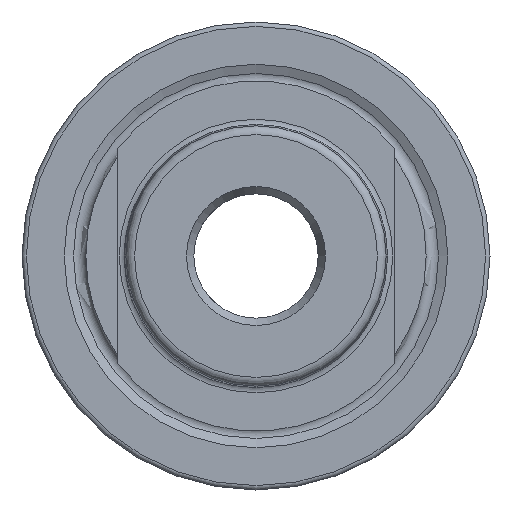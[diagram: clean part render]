
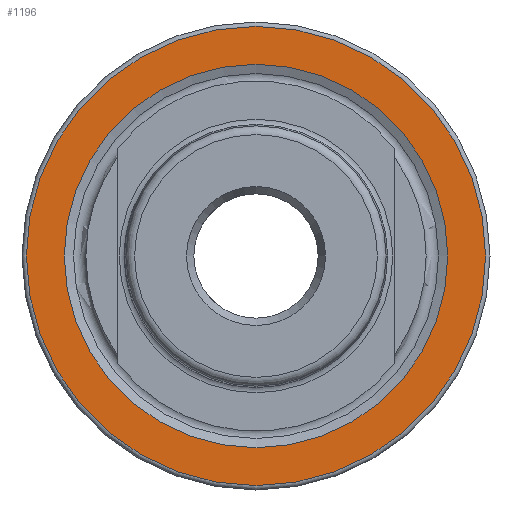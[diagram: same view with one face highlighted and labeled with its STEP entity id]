
A CAD part, left-side view. The second image highlights one B-rep face of the part: STEP entity #1196.
In plain terms, the highlighted planar face has unit normal (-1, 0, 0).
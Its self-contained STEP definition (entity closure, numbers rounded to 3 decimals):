
#74 = AXIS2_PLACEMENT_3D ( 'NONE', #1557, #2392, #918 ) ;
#108 = EDGE_LOOP ( 'NONE', ( #2263 ) ) ;
#185 = EDGE_LOOP ( 'NONE', ( #2192 ) ) ;
#395 = AXIS2_PLACEMENT_3D ( 'NONE', #990, #2483, #1824 ) ;
#564 = CIRCLE ( 'NONE', #74, 13.109 ) ;
#918 = DIRECTION ( 'NONE',  ( 0., 0., 1. ) ) ;
#978 = EDGE_CURVE ( 'NONE', #1309, #1309, #1125, .T. ) ;
#990 = CARTESIAN_POINT ( 'NONE',  ( 18., 0., 13.109 ) ) ;
#1125 = CIRCLE ( 'NONE', #2106, 15.7 ) ;
#1129 = FACE_BOUND ( 'NONE', #108, .T. ) ;
#1196 = ADVANCED_FACE ( 'NONE', ( #1129, #2687 ), #1638, .F. ) ;
#1309 = VERTEX_POINT ( 'NONE', #2327 ) ;
#1557 = CARTESIAN_POINT ( 'NONE',  ( 18., 0., 0. ) ) ;
#1638 = PLANE ( 'NONE',  #395 ) ;
#1736 = EDGE_CURVE ( 'NONE', #2205, #2205, #564, .T. ) ;
#1824 = DIRECTION ( 'NONE',  ( 0., 0., -1. ) ) ;
#1919 = CARTESIAN_POINT ( 'NONE',  ( 18., 0., 13.109 ) ) ;
#2087 = DIRECTION ( 'NONE',  ( 0., 0., 1. ) ) ;
#2106 = AXIS2_PLACEMENT_3D ( 'NONE', #2537, #2746, #2087 ) ;
#2192 = ORIENTED_EDGE ( 'NONE', *, *, #978, .T. ) ;
#2205 = VERTEX_POINT ( 'NONE', #1919 ) ;
#2263 = ORIENTED_EDGE ( 'NONE', *, *, #1736, .F. ) ;
#2327 = CARTESIAN_POINT ( 'NONE',  ( 18., 0., 15.7 ) ) ;
#2392 = DIRECTION ( 'NONE',  ( -1., 0., 0. ) ) ;
#2483 = DIRECTION ( 'NONE',  ( 1., 0., 0. ) ) ;
#2537 = CARTESIAN_POINT ( 'NONE',  ( 18., 0., 0. ) ) ;
#2687 = FACE_OUTER_BOUND ( 'NONE', #185, .T. ) ;
#2746 = DIRECTION ( 'NONE',  ( -1., 0., 0. ) ) ;
